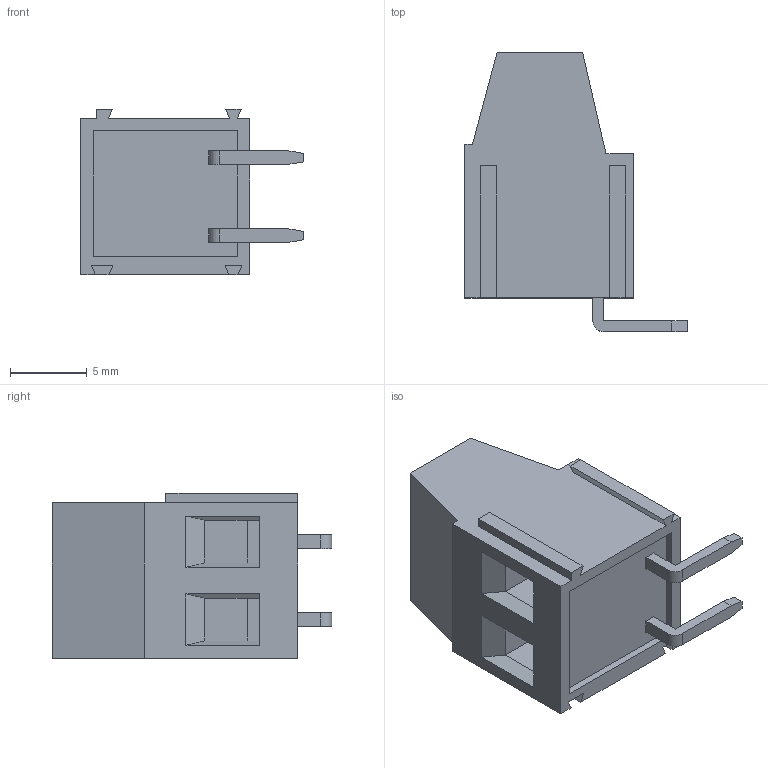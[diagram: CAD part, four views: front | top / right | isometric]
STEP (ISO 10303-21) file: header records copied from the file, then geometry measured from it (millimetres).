
FILE_DESCRIPTION( ( 'STEP AP214' ), '1' );
FILE_NAME( ' ', ' ', ( ' ' ), ( ' ' ), 'PSStep 11.0', 'VISI 17.0', ' ' );
FILE_SCHEMA( ( 'AUTOMOTIVE_DESIGN { 1 0 10303 214 1 1 1 1 }' ) );
Length unit declared in the file: millimetre
Products named in the file (1): 1
Bounding box: 14.5 x 18.2 x 10.76 mm (x, y, z)
Volume: 1324.4 mm3; surface area: 1187.8 mm2
Topology: 1 solids, 1 shells, 83 faces, 214 edges, 140 vertices
Faces by surface type: plane 79, cylinder 4
Full cylindrical faces by diameter (mm): 4 x2
Entity records: 3131 total; most frequent: CARTESIAN_POINT 432, ORIENTED_EDGE 420, DIRECTION 392, EDGE_CURVE 210, LINE 196, VECTOR 196, VERTEX_POINT 138, AXIS2_PLACEMENT_3D 98
